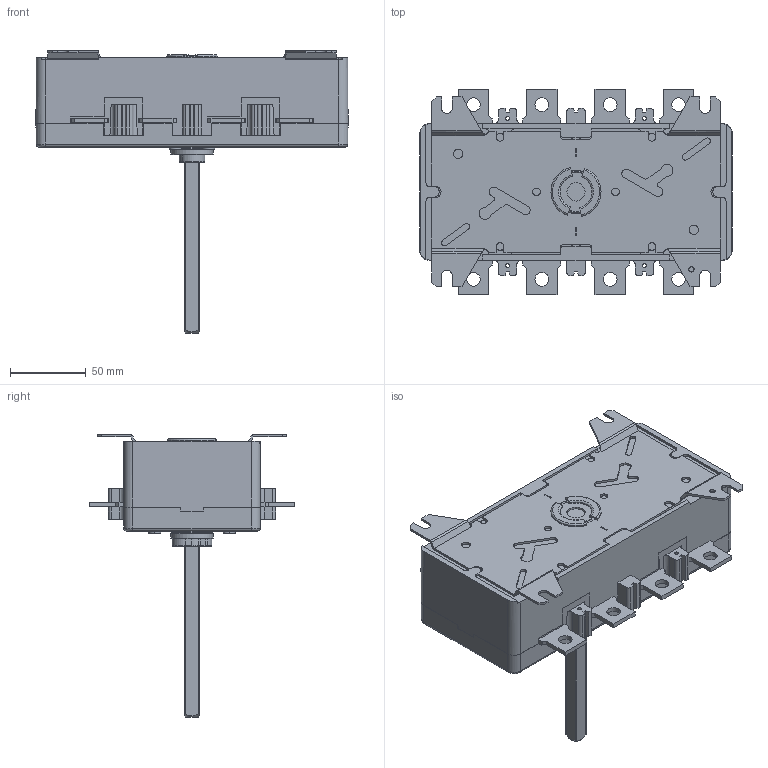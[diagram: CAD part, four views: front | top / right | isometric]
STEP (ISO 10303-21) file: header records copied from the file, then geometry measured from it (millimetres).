
FILE_DESCRIPTION(('Creo Elements/Direct Modeling STEP Export'),'2;1');
FILE_NAME('DMV-250.stp','2012-06-28T12:06:54',(''),(''),'Creo Elements/Direct Modeling STEP processor for AP214 (Solid Model)','Creo Elements/Direct Modeling 17.0C 05-Feb-2011 (C) Parametric Technology GmbH','');
FILE_SCHEMA(('AUTOMOTIVE_DESIGN { 1 0 10303 214 1 1 1 1 }'));
Length unit declared in the file: millimetre
Products named in the file (1): 1814410
Bounding box: 205.45 x 135 x 186.1 mm (x, y, z)
Volume: 1119612.3 mm3; surface area: 132863.1 mm2
Topology: 1 solids, 14 shells, 815 faces, 2319 edges, 1507 vertices
Faces by surface type: plane 533, cylinder 212, cone 44, torus 26
Entity records: 31644 total; most frequent: CARTESIAN_POINT 7385, ORIENTED_EDGE 4638, DIRECTION 4017, EDGE_CURVE 2319, VECTOR 1675, LINE 1675, VERTEX_POINT 1507, AXIS2_PLACEMENT_3D 1171
